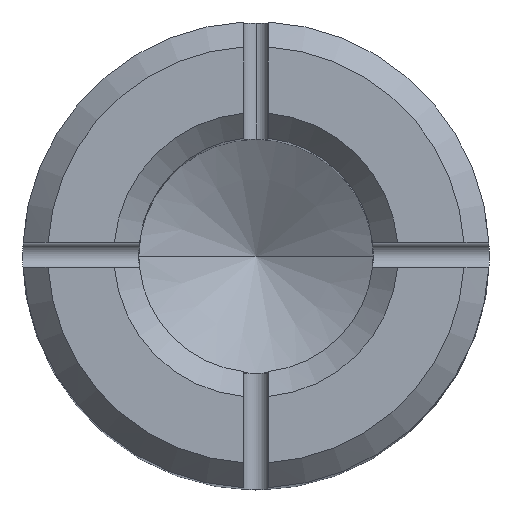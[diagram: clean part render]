
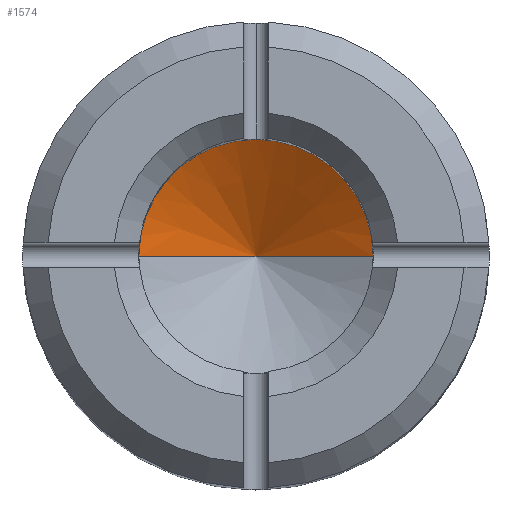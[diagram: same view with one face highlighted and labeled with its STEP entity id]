
A CAD part, top view. The second image highlights one B-rep face of the part: STEP entity #1574.
In plain terms, the highlighted conical face has half-angle 59 degrees and reference radius 1.194 mm.
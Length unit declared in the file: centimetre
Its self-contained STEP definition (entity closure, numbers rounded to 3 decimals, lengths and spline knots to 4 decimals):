
#87 = CARTESIAN_POINT ( 'NONE',  ( 0., 0., 0.1905 ) ) ;
#88 = DIRECTION ( 'NONE',  ( 0., 0., 1. ) ) ;
#89 = DIRECTION ( 'NONE',  ( -1., 0., 0. ) ) ;
#134 = CARTESIAN_POINT ( 'NONE',  ( 0., 0., 0.1188 ) ) ;
#140 = CARTESIAN_POINT ( 'NONE',  ( 0.1194, 0., 0.1905 ) ) ;
#141 = CARTESIAN_POINT ( 'NONE',  ( -0.1194, 0., 0.1905 ) ) ;
#308 = AXIS2_PLACEMENT_3D ( 'NONE', #789, #787, #785 ) ;
#324 = AXIS2_PLACEMENT_3D ( 'NONE', #87, #88, #89 ) ;
#584 = CARTESIAN_POINT ( 'NONE',  ( 0.1194, 0., 0.1905 ) ) ;
#585 = DIRECTION ( 'NONE',  ( 0.857, 0., 0.515 ) ) ;
#623 = EDGE_CURVE ( 'NONE', #1111, #1119, #1352, .T. ) ;
#649 = EDGE_CURVE ( 'NONE', #1111, #1118, #1432, .T. ) ;
#661 = EDGE_CURVE ( 'NONE', #1118, #1119, #1267, .T. ) ;
#785 = DIRECTION ( 'NONE',  ( 1., 0., 0. ) ) ;
#787 = DIRECTION ( 'NONE',  ( 0., 0., 1. ) ) ;
#789 = CARTESIAN_POINT ( 'NONE',  ( 0., 0., 0.1905 ) ) ;
#991 = ORIENTED_EDGE ( 'NONE', *, *, #661, .T. ) ;
#1047 = ORIENTED_EDGE ( 'NONE', *, *, #649, .T. ) ;
#1096 = ORIENTED_EDGE ( 'NONE', *, *, #623, .F. ) ;
#1111 = VERTEX_POINT ( 'NONE', #134 ) ;
#1118 = VERTEX_POINT ( 'NONE', #140 ) ;
#1119 = VERTEX_POINT ( 'NONE', #141 ) ;
#1143 = EDGE_LOOP ( 'NONE', ( #1096, #1047, #991 ) ) ;
#1267 = CIRCLE ( 'NONE', #324, 0.1194 ) ;
#1328 = CONICAL_SURFACE ( 'NONE', #308, 0.1194, 1.03 ) ;
#1352 = LINE ( 'NONE', #1618, #1406 ) ;
#1406 = VECTOR ( 'NONE', #1619, 100. ) ;
#1432 = LINE ( 'NONE', #584, #1454 ) ;
#1454 = VECTOR ( 'NONE', #585, 100. ) ;
#1480 = FACE_OUTER_BOUND ( 'NONE', #1143, .T. ) ;
#1574 = ADVANCED_FACE ( 'NONE', ( #1480 ), #1328, .F. ) ;
#1618 = CARTESIAN_POINT ( 'NONE',  ( -0.1194, 0., 0.1905 ) ) ;
#1619 = DIRECTION ( 'NONE',  ( -0.857, 0., 0.515 ) ) ;
